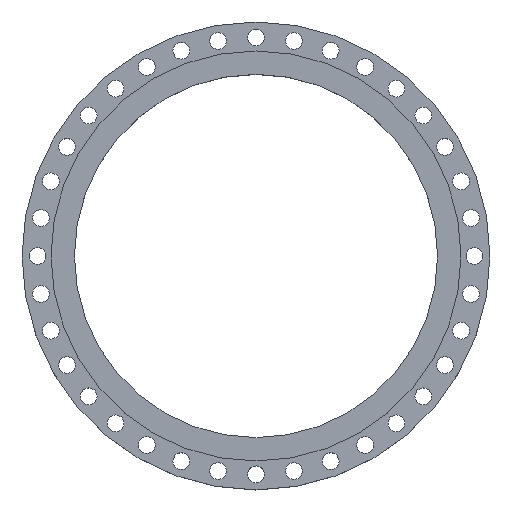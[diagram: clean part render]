
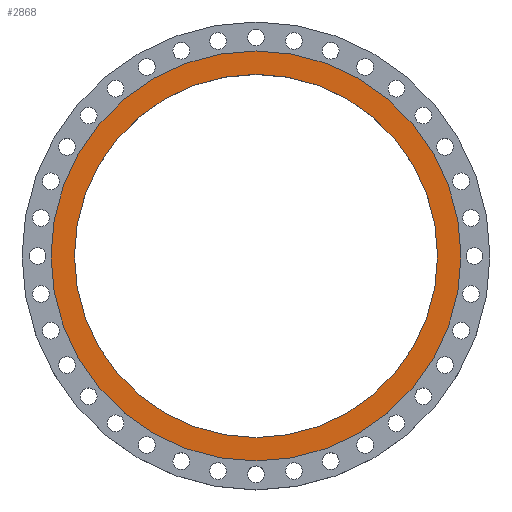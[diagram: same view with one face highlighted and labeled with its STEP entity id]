
A CAD part, top view. The second image highlights one B-rep face of the part: STEP entity #2868.
In plain terms, the highlighted planar face has unit normal (0, 0, 1).
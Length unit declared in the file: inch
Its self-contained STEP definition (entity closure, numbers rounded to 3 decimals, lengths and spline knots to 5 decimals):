
#99 = FACE_BOUND ( 'NONE', #2568, .T. ) ;
#266 = VERTEX_POINT ( 'NONE', #302 ) ;
#280 = CARTESIAN_POINT ( 'NONE',  ( 20.375, 0., 0. ) ) ;
#302 = CARTESIAN_POINT ( 'NONE',  ( -23., 0., 0. ) ) ;
#455 = DIRECTION ( 'NONE',  ( 1., 0., 0. ) ) ;
#530 = DIRECTION ( 'NONE',  ( 1., 0., 0. ) ) ;
#531 = AXIS2_PLACEMENT_3D ( 'NONE', #1527, #2741, #530 ) ;
#573 = CIRCLE ( 'NONE', #2337, 20.375 ) ;
#683 = AXIS2_PLACEMENT_3D ( 'NONE', #2362, #1848, #2854 ) ;
#686 = VERTEX_POINT ( 'NONE', #280 ) ;
#834 = DIRECTION ( 'NONE',  ( 0., 0., -1. ) ) ;
#868 = VERTEX_POINT ( 'NONE', #1112 ) ;
#928 = EDGE_CURVE ( 'NONE', #686, #1481, #573, .T. ) ;
#1093 = CIRCLE ( 'NONE', #683, 23. ) ;
#1112 = CARTESIAN_POINT ( 'NONE',  ( 23., 0., 0. ) ) ;
#1180 = ORIENTED_EDGE ( 'NONE', *, *, #928, .F. ) ;
#1251 = AXIS2_PLACEMENT_3D ( 'NONE', #2586, #3057, #1349 ) ;
#1314 = DIRECTION ( 'NONE',  ( -1., 0., 0. ) ) ;
#1349 = DIRECTION ( 'NONE',  ( 1., 0., 0. ) ) ;
#1481 = VERTEX_POINT ( 'NONE', #2096 ) ;
#1527 = CARTESIAN_POINT ( 'NONE',  ( 0., 0., 0. ) ) ;
#1677 = DIRECTION ( 'NONE',  ( 0., 0., 1. ) ) ;
#1848 = DIRECTION ( 'NONE',  ( 0., 0., 1. ) ) ;
#2023 = EDGE_LOOP ( 'NONE', ( #2232, #2184 ) ) ;
#2048 = PLANE ( 'NONE',  #2345 ) ;
#2096 = CARTESIAN_POINT ( 'NONE',  ( -20.375, 0., 0. ) ) ;
#2184 = ORIENTED_EDGE ( 'NONE', *, *, #2826, .T. ) ;
#2232 = ORIENTED_EDGE ( 'NONE', *, *, #2951, .T. ) ;
#2311 = CARTESIAN_POINT ( 'NONE',  ( 0., 20.375, 0. ) ) ;
#2337 = AXIS2_PLACEMENT_3D ( 'NONE', #2880, #1677, #455 ) ;
#2345 = AXIS2_PLACEMENT_3D ( 'NONE', #2311, #834, #1314 ) ;
#2362 = CARTESIAN_POINT ( 'NONE',  ( 0., 0., 0. ) ) ;
#2550 = CIRCLE ( 'NONE', #1251, 23. ) ;
#2568 = EDGE_LOOP ( 'NONE', ( #1180, #2789 ) ) ;
#2586 = CARTESIAN_POINT ( 'NONE',  ( 0., 0., 0. ) ) ;
#2730 = EDGE_CURVE ( 'NONE', #1481, #686, #2940, .T. ) ;
#2741 = DIRECTION ( 'NONE',  ( 0., 0., 1. ) ) ;
#2789 = ORIENTED_EDGE ( 'NONE', *, *, #2730, .F. ) ;
#2826 = EDGE_CURVE ( 'NONE', #266, #868, #2550, .T. ) ;
#2854 = DIRECTION ( 'NONE',  ( 1., 0., 0. ) ) ;
#2868 = ADVANCED_FACE ( 'NONE', ( #99, #3031 ), #2048, .F. ) ;
#2880 = CARTESIAN_POINT ( 'NONE',  ( 0., 0., 0. ) ) ;
#2940 = CIRCLE ( 'NONE', #531, 20.375 ) ;
#2951 = EDGE_CURVE ( 'NONE', #868, #266, #1093, .T. ) ;
#3031 = FACE_OUTER_BOUND ( 'NONE', #2023, .T. ) ;
#3057 = DIRECTION ( 'NONE',  ( 0., 0., 1. ) ) ;
